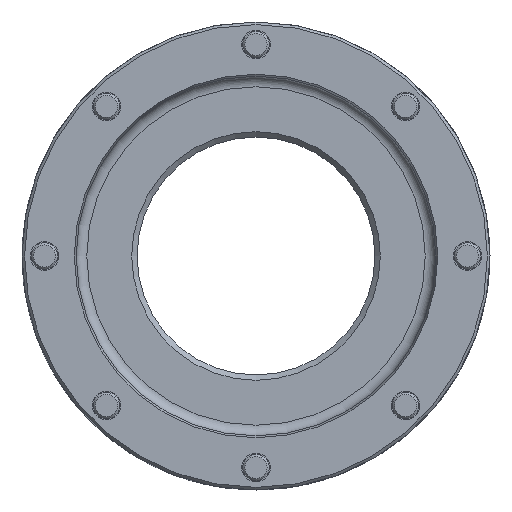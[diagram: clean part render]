
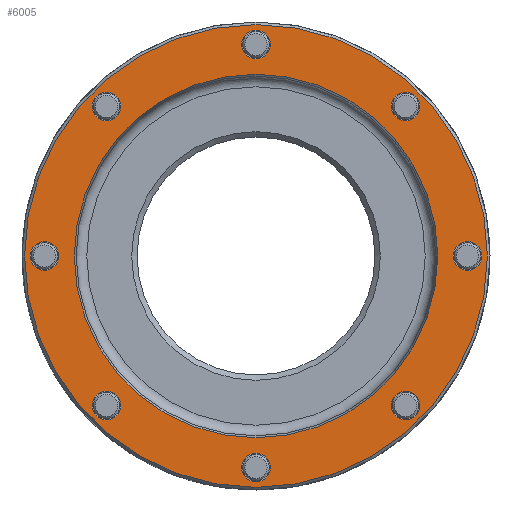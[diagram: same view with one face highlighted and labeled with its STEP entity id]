
A CAD part, left-side view. The second image highlights one B-rep face of the part: STEP entity #6005.
In plain terms, the highlighted planar face has unit normal (-1, 0, 0).
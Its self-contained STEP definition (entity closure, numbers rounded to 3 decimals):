
#993=PLANE('',#6717);
#2153=ORIENTED_EDGE('',*,*,#3171,.T.);
#2154=ORIENTED_EDGE('',*,*,#3149,.T.);
#2155=ORIENTED_EDGE('',*,*,#3150,.T.);
#2156=ORIENTED_EDGE('',*,*,#3151,.T.);
#2157=ORIENTED_EDGE('',*,*,#3152,.T.);
#2158=ORIENTED_EDGE('',*,*,#3153,.T.);
#2159=ORIENTED_EDGE('',*,*,#3154,.T.);
#2160=ORIENTED_EDGE('',*,*,#3155,.T.);
#2161=ORIENTED_EDGE('',*,*,#3172,.T.);
#2162=ORIENTED_EDGE('',*,*,#3173,.T.);
#3149=EDGE_CURVE('',#3765,#3765,#4189,.T.);
#3150=EDGE_CURVE('',#3766,#3766,#4190,.T.);
#3151=EDGE_CURVE('',#3767,#3767,#4191,.T.);
#3152=EDGE_CURVE('',#3768,#3768,#4192,.T.);
#3153=EDGE_CURVE('',#3769,#3769,#4193,.T.);
#3154=EDGE_CURVE('',#3770,#3770,#4194,.T.);
#3155=EDGE_CURVE('',#3771,#3771,#4195,.T.);
#3171=EDGE_CURVE('',#3785,#3785,#4211,.T.);
#3172=EDGE_CURVE('',#3786,#3786,#4212,.T.);
#3173=EDGE_CURVE('',#3787,#3787,#4213,.T.);
#3765=VERTEX_POINT('',#10069);
#3766=VERTEX_POINT('',#10072);
#3767=VERTEX_POINT('',#10075);
#3768=VERTEX_POINT('',#10078);
#3769=VERTEX_POINT('',#10081);
#3770=VERTEX_POINT('',#10084);
#3771=VERTEX_POINT('',#10087);
#3785=VERTEX_POINT('',#10119);
#3786=VERTEX_POINT('',#10121);
#3787=VERTEX_POINT('',#10123);
#4189=CIRCLE('',#6688,2.7);
#4190=CIRCLE('',#6690,2.7);
#4191=CIRCLE('',#6692,2.7);
#4192=CIRCLE('',#6694,2.7);
#4193=CIRCLE('',#6696,2.7);
#4194=CIRCLE('',#6698,2.7);
#4195=CIRCLE('',#6700,2.7);
#4211=CIRCLE('',#6718,43.75);
#4212=CIRCLE('',#6719,34.364);
#4213=CIRCLE('',#6720,2.7);
#4756=EDGE_LOOP('',(#2153));
#4757=EDGE_LOOP('',(#2154));
#4758=EDGE_LOOP('',(#2155));
#4759=EDGE_LOOP('',(#2156));
#4760=EDGE_LOOP('',(#2157));
#4761=EDGE_LOOP('',(#2158));
#4762=EDGE_LOOP('',(#2159));
#4763=EDGE_LOOP('',(#2160));
#4764=EDGE_LOOP('',(#2161));
#4765=EDGE_LOOP('',(#2162));
#5426=FACE_BOUND('',#4756,.T.);
#5427=FACE_BOUND('',#4757,.T.);
#5428=FACE_BOUND('',#4758,.T.);
#5429=FACE_BOUND('',#4759,.T.);
#5430=FACE_BOUND('',#4760,.T.);
#5431=FACE_BOUND('',#4761,.T.);
#5432=FACE_BOUND('',#4762,.T.);
#5433=FACE_BOUND('',#4763,.T.);
#5434=FACE_BOUND('',#4764,.T.);
#5435=FACE_BOUND('',#4765,.T.);
#6005=ADVANCED_FACE('',(#5426,#5427,#5428,#5429,#5430,#5431,#5432,#5433,
#5434,#5435),#993,.T.);
#6688=AXIS2_PLACEMENT_3D('',#10068,#8255,#8256);
#6690=AXIS2_PLACEMENT_3D('',#10071,#8259,#8260);
#6692=AXIS2_PLACEMENT_3D('',#10074,#8263,#8264);
#6694=AXIS2_PLACEMENT_3D('',#10077,#8267,#8268);
#6696=AXIS2_PLACEMENT_3D('',#10080,#8271,#8272);
#6698=AXIS2_PLACEMENT_3D('',#10083,#8275,#8276);
#6700=AXIS2_PLACEMENT_3D('',#10086,#8279,#8280);
#6717=AXIS2_PLACEMENT_3D('',#10117,#8313,#8314);
#6718=AXIS2_PLACEMENT_3D('',#10118,#8315,#8316);
#6719=AXIS2_PLACEMENT_3D('',#10120,#8317,#8318);
#6720=AXIS2_PLACEMENT_3D('',#10122,#8319,#8320);
#8255=DIRECTION('',(1.,0.,0.));
#8256=DIRECTION('',(0.,-0.707,0.707));
#8259=DIRECTION('',(1.,0.,0.));
#8260=DIRECTION('',(0.,0.,1.));
#8263=DIRECTION('',(1.,0.,0.));
#8264=DIRECTION('',(0.,0.707,0.707));
#8267=DIRECTION('',(1.,0.,0.));
#8268=DIRECTION('',(0.,1.,0.));
#8271=DIRECTION('',(1.,0.,0.));
#8272=DIRECTION('',(0.,0.707,-0.707));
#8275=DIRECTION('',(1.,0.,0.));
#8276=DIRECTION('',(0.,0.,-1.));
#8279=DIRECTION('',(1.,0.,0.));
#8280=DIRECTION('',(0.,-0.707,-0.707));
#8313=DIRECTION('',(-1.,0.,0.));
#8314=DIRECTION('',(0.,0.,-1.));
#8315=DIRECTION('',(-1.,0.,0.));
#8316=DIRECTION('',(0.,0.,-1.));
#8317=DIRECTION('',(1.,0.,0.));
#8318=DIRECTION('',(0.,0.,1.));
#8319=DIRECTION('',(1.,0.,0.));
#8320=DIRECTION('',(0.,-1.,0.));
#10068=CARTESIAN_POINT('',(-15.994,28.284,28.284));
#10069=CARTESIAN_POINT('',(-15.994,26.375,30.193));
#10071=CARTESIAN_POINT('',(-15.994,40.,0.));
#10072=CARTESIAN_POINT('',(-15.994,40.,2.7));
#10074=CARTESIAN_POINT('',(-15.994,28.284,-28.284));
#10075=CARTESIAN_POINT('',(-15.994,30.193,-26.375));
#10077=CARTESIAN_POINT('',(-15.994,0.,-40.));
#10078=CARTESIAN_POINT('',(-15.994,2.7,-40.));
#10080=CARTESIAN_POINT('',(-15.994,-28.284,-28.284));
#10081=CARTESIAN_POINT('',(-15.994,-26.375,-30.193));
#10083=CARTESIAN_POINT('',(-15.994,-40.,0.));
#10084=CARTESIAN_POINT('',(-15.994,-40.,-2.7));
#10086=CARTESIAN_POINT('',(-15.994,-28.284,28.284));
#10087=CARTESIAN_POINT('',(-15.994,-30.193,26.375));
#10117=CARTESIAN_POINT('',(-15.994,0.,44.25));
#10118=CARTESIAN_POINT('',(-15.994,0.,0.));
#10119=CARTESIAN_POINT('',(-15.994,0.,-43.75));
#10120=CARTESIAN_POINT('',(-15.994,0.,0.));
#10121=CARTESIAN_POINT('',(-15.994,0.,34.364));
#10122=CARTESIAN_POINT('',(-15.994,0.,40.));
#10123=CARTESIAN_POINT('',(-15.994,-2.7,40.));
